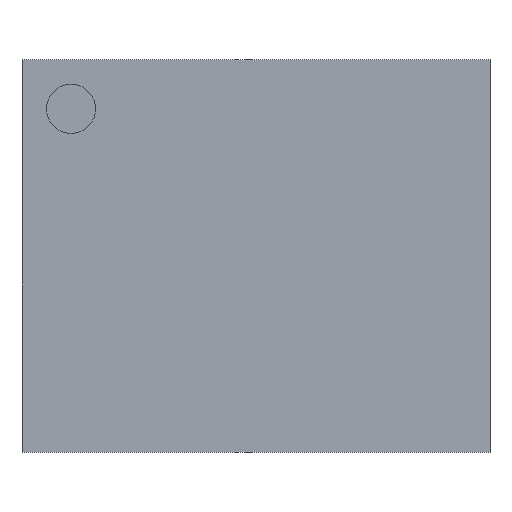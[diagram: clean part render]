
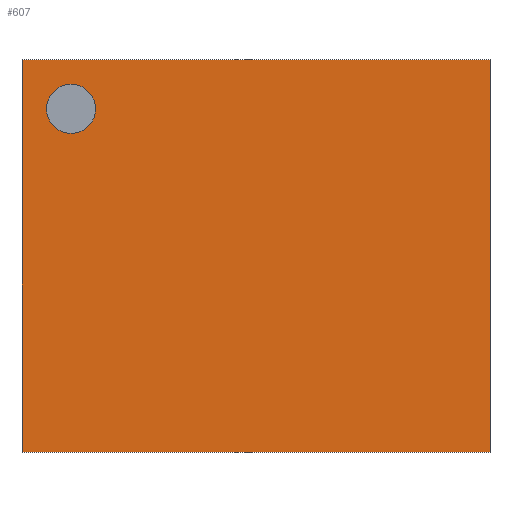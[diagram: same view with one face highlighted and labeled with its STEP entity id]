
A CAD part, top view. The second image highlights one B-rep face of the part: STEP entity #607.
In plain terms, the highlighted planar face has unit normal (0, 0, 1).
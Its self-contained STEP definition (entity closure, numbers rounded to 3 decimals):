
#418 = VERTEX_POINT('',#419);
#419 = CARTESIAN_POINT('',(-1.394,-1.169,0.5));
#426 = PLANE('',#427);
#427 = AXIS2_PLACEMENT_3D('',#428,#429,#430);
#428 = CARTESIAN_POINT('',(-1.394,-1.169,0.27));
#429 = DIRECTION('',(1.,0.,0.));
#430 = DIRECTION('',(0.,0.,1.));
#438 = PLANE('',#439);
#439 = AXIS2_PLACEMENT_3D('',#440,#441,#442);
#440 = CARTESIAN_POINT('',(-1.394,-1.169,0.27));
#441 = DIRECTION('',(0.,1.,0.));
#442 = DIRECTION('',(0.,0.,1.));
#479 = VERTEX_POINT('',#480);
#480 = CARTESIAN_POINT('',(-1.394,1.169,0.5));
#494 = PLANE('',#495);
#495 = AXIS2_PLACEMENT_3D('',#496,#497,#498);
#496 = CARTESIAN_POINT('',(-1.394,1.169,0.27));
#497 = DIRECTION('',(0.,1.,0.));
#498 = DIRECTION('',(0.,0.,1.));
#506 = EDGE_CURVE('',#418,#479,#507,.T.);
#507 = SURFACE_CURVE('',#508,(#512,#519),.PCURVE_S1.);
#508 = LINE('',#509,#510);
#509 = CARTESIAN_POINT('',(-1.394,-1.169,0.5));
#510 = VECTOR('',#511,1.);
#511 = DIRECTION('',(0.,1.,0.));
#512 = PCURVE('',#426,#513);
#513 = DEFINITIONAL_REPRESENTATION('',(#514),#518);
#514 = LINE('',#515,#516);
#515 = CARTESIAN_POINT('',(0.23,0.));
#516 = VECTOR('',#517,1.);
#517 = DIRECTION('',(0.,-1.));
#518 = ( GEOMETRIC_REPRESENTATION_CONTEXT(2) 
PARAMETRIC_REPRESENTATION_CONTEXT() REPRESENTATION_CONTEXT('2D SPACE',''
  ) );
#519 = PCURVE('',#520,#525);
#520 = PLANE('',#521);
#521 = AXIS2_PLACEMENT_3D('',#522,#523,#524);
#522 = CARTESIAN_POINT('',(-1.394,-1.169,0.5));
#523 = DIRECTION('',(0.,0.,1.));
#524 = DIRECTION('',(1.,0.,0.));
#525 = DEFINITIONAL_REPRESENTATION('',(#526),#530);
#526 = LINE('',#527,#528);
#527 = CARTESIAN_POINT('',(0.,0.));
#528 = VECTOR('',#529,1.);
#529 = DIRECTION('',(0.,1.));
#530 = ( GEOMETRIC_REPRESENTATION_CONTEXT(2) 
PARAMETRIC_REPRESENTATION_CONTEXT() REPRESENTATION_CONTEXT('2D SPACE',''
  ) );
#559 = EDGE_CURVE('',#418,#560,#562,.T.);
#560 = VERTEX_POINT('',#561);
#561 = CARTESIAN_POINT('',(1.394,-1.169,0.5));
#562 = SURFACE_CURVE('',#563,(#567,#574),.PCURVE_S1.);
#563 = LINE('',#564,#565);
#564 = CARTESIAN_POINT('',(-1.394,-1.169,0.5));
#565 = VECTOR('',#566,1.);
#566 = DIRECTION('',(1.,0.,0.));
#567 = PCURVE('',#438,#568);
#568 = DEFINITIONAL_REPRESENTATION('',(#569),#573);
#569 = LINE('',#570,#571);
#570 = CARTESIAN_POINT('',(0.23,0.));
#571 = VECTOR('',#572,1.);
#572 = DIRECTION('',(0.,1.));
#573 = ( GEOMETRIC_REPRESENTATION_CONTEXT(2) 
PARAMETRIC_REPRESENTATION_CONTEXT() REPRESENTATION_CONTEXT('2D SPACE',''
  ) );
#574 = PCURVE('',#520,#575);
#575 = DEFINITIONAL_REPRESENTATION('',(#576),#580);
#576 = LINE('',#577,#578);
#577 = CARTESIAN_POINT('',(0.,0.));
#578 = VECTOR('',#579,1.);
#579 = DIRECTION('',(1.,0.));
#580 = ( GEOMETRIC_REPRESENTATION_CONTEXT(2) 
PARAMETRIC_REPRESENTATION_CONTEXT() REPRESENTATION_CONTEXT('2D SPACE',''
  ) );
#596 = PLANE('',#597);
#597 = AXIS2_PLACEMENT_3D('',#598,#599,#600);
#598 = CARTESIAN_POINT('',(1.394,-1.169,0.27));
#599 = DIRECTION('',(1.,0.,0.));
#600 = DIRECTION('',(0.,0.,1.));
#607 = ADVANCED_FACE('',(#608,#656),#520,.T.);
#608 = FACE_BOUND('',#609,.T.);
#609 = EDGE_LOOP('',(#610,#611,#612,#635));
#610 = ORIENTED_EDGE('',*,*,#506,.F.);
#611 = ORIENTED_EDGE('',*,*,#559,.T.);
#612 = ORIENTED_EDGE('',*,*,#613,.T.);
#613 = EDGE_CURVE('',#560,#614,#616,.T.);
#614 = VERTEX_POINT('',#615);
#615 = CARTESIAN_POINT('',(1.394,1.169,0.5));
#616 = SURFACE_CURVE('',#617,(#621,#628),.PCURVE_S1.);
#617 = LINE('',#618,#619);
#618 = CARTESIAN_POINT('',(1.394,-1.169,0.5));
#619 = VECTOR('',#620,1.);
#620 = DIRECTION('',(0.,1.,0.));
#621 = PCURVE('',#520,#622);
#622 = DEFINITIONAL_REPRESENTATION('',(#623),#627);
#623 = LINE('',#624,#625);
#624 = CARTESIAN_POINT('',(2.788,0.));
#625 = VECTOR('',#626,1.);
#626 = DIRECTION('',(0.,1.));
#627 = ( GEOMETRIC_REPRESENTATION_CONTEXT(2) 
PARAMETRIC_REPRESENTATION_CONTEXT() REPRESENTATION_CONTEXT('2D SPACE',''
  ) );
#628 = PCURVE('',#596,#629);
#629 = DEFINITIONAL_REPRESENTATION('',(#630),#634);
#630 = LINE('',#631,#632);
#631 = CARTESIAN_POINT('',(0.23,0.));
#632 = VECTOR('',#633,1.);
#633 = DIRECTION('',(0.,-1.));
#634 = ( GEOMETRIC_REPRESENTATION_CONTEXT(2) 
PARAMETRIC_REPRESENTATION_CONTEXT() REPRESENTATION_CONTEXT('2D SPACE',''
  ) );
#635 = ORIENTED_EDGE('',*,*,#636,.F.);
#636 = EDGE_CURVE('',#479,#614,#637,.T.);
#637 = SURFACE_CURVE('',#638,(#642,#649),.PCURVE_S1.);
#638 = LINE('',#639,#640);
#639 = CARTESIAN_POINT('',(-1.394,1.169,0.5));
#640 = VECTOR('',#641,1.);
#641 = DIRECTION('',(1.,0.,0.));
#642 = PCURVE('',#520,#643);
#643 = DEFINITIONAL_REPRESENTATION('',(#644),#648);
#644 = LINE('',#645,#646);
#645 = CARTESIAN_POINT('',(0.,2.338));
#646 = VECTOR('',#647,1.);
#647 = DIRECTION('',(1.,0.));
#648 = ( GEOMETRIC_REPRESENTATION_CONTEXT(2) 
PARAMETRIC_REPRESENTATION_CONTEXT() REPRESENTATION_CONTEXT('2D SPACE',''
  ) );
#649 = PCURVE('',#494,#650);
#650 = DEFINITIONAL_REPRESENTATION('',(#651),#655);
#651 = LINE('',#652,#653);
#652 = CARTESIAN_POINT('',(0.23,0.));
#653 = VECTOR('',#654,1.);
#654 = DIRECTION('',(0.,1.));
#655 = ( GEOMETRIC_REPRESENTATION_CONTEXT(2) 
PARAMETRIC_REPRESENTATION_CONTEXT() REPRESENTATION_CONTEXT('2D SPACE',''
  ) );
#656 = FACE_BOUND('',#657,.T.);
#657 = EDGE_LOOP('',(#658));
#658 = ORIENTED_EDGE('',*,*,#659,.F.);
#659 = EDGE_CURVE('',#660,#660,#662,.T.);
#660 = VERTEX_POINT('',#661);
#661 = CARTESIAN_POINT('',(-0.956,0.877,0.5));
#662 = SURFACE_CURVE('',#663,(#668,#675),.PCURVE_S1.);
#663 = CIRCLE('',#664,0.146);
#664 = AXIS2_PLACEMENT_3D('',#665,#666,#667);
#665 = CARTESIAN_POINT('',(-1.102,0.877,0.5));
#666 = DIRECTION('',(0.,0.,1.));
#667 = DIRECTION('',(1.,0.,0.));
#668 = PCURVE('',#520,#669);
#669 = DEFINITIONAL_REPRESENTATION('',(#670),#674);
#670 = CIRCLE('',#671,0.146);
#671 = AXIS2_PLACEMENT_2D('',#672,#673);
#672 = CARTESIAN_POINT('',(0.292,2.046));
#673 = DIRECTION('',(1.,0.));
#674 = ( GEOMETRIC_REPRESENTATION_CONTEXT(2) 
PARAMETRIC_REPRESENTATION_CONTEXT() REPRESENTATION_CONTEXT('2D SPACE',''
  ) );
#675 = PCURVE('',#676,#681);
#676 = CYLINDRICAL_SURFACE('',#677,0.146);
#677 = AXIS2_PLACEMENT_3D('',#678,#679,#680);
#678 = CARTESIAN_POINT('',(-1.102,0.877,0.45));
#679 = DIRECTION('',(0.,0.,1.));
#680 = DIRECTION('',(1.,0.,0.));
#681 = DEFINITIONAL_REPRESENTATION('',(#682),#686);
#682 = LINE('',#683,#684);
#683 = CARTESIAN_POINT('',(0.,0.05));
#684 = VECTOR('',#685,1.);
#685 = DIRECTION('',(1.,0.));
#686 = ( GEOMETRIC_REPRESENTATION_CONTEXT(2) 
PARAMETRIC_REPRESENTATION_CONTEXT() REPRESENTATION_CONTEXT('2D SPACE',''
  ) );
